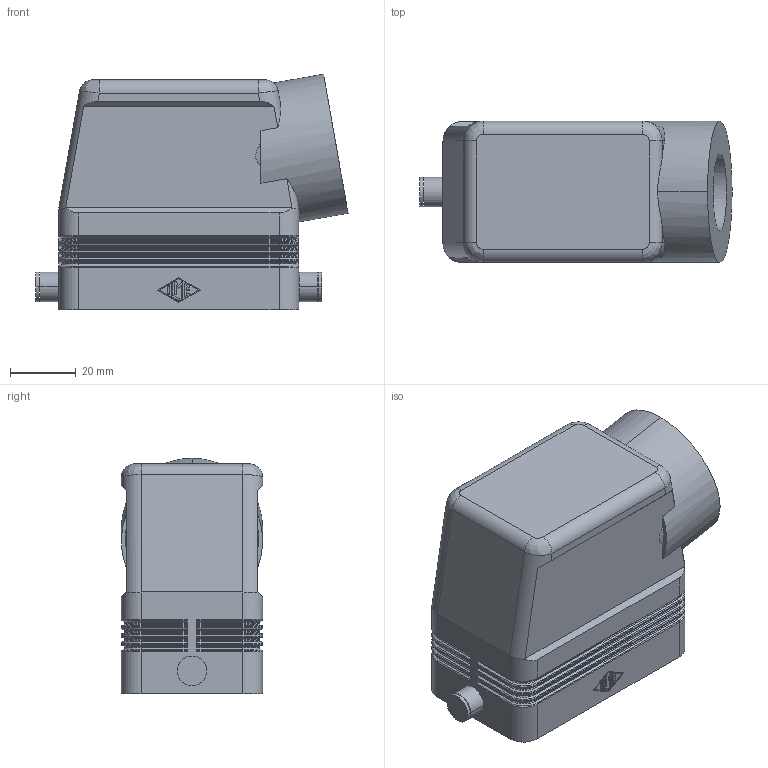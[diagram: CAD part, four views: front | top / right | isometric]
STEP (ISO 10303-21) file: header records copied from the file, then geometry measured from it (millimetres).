
FILE_DESCRIPTION(('Creo Elements/Direct Modeling STEP Export'),'2;1');
FILE_NAME('CAOT_10_5_L.stp','2012-12-17T14:37:47',(''),(''),'Creo Elements/Direct Modeling STEP processor for AP214 (Solid Model)','Creo Elements/Direct Modeling 18.0B 02-Dec-2011 (C) Parametric Technology GmbH','');
FILE_SCHEMA(('AUTOMOTIVE_DESIGN { 1 0 10303 214 1 1 1 1 }'));
Length unit declared in the file: millimetre
Products named in the file (1): MSBO11097
Bounding box: 95.02 x 43 x 71.74 mm (x, y, z)
Volume: 70376.3 mm3; surface area: 40471.6 mm2
Topology: 1 solids, 1 shells, 523 faces, 1255 edges, 749 vertices
Faces by surface type: cylinder 213, plane 198, torus 64, cone 44, bspline 4
Entity records: 19134 total; most frequent: CARTESIAN_POINT 2934, DIRECTION 2608, ORIENTED_EDGE 2494, EDGE_CURVE 1247, AXIS2_PLACEMENT_3D 961, VERTEX_POINT 749, VECTOR 686, LINE 686
